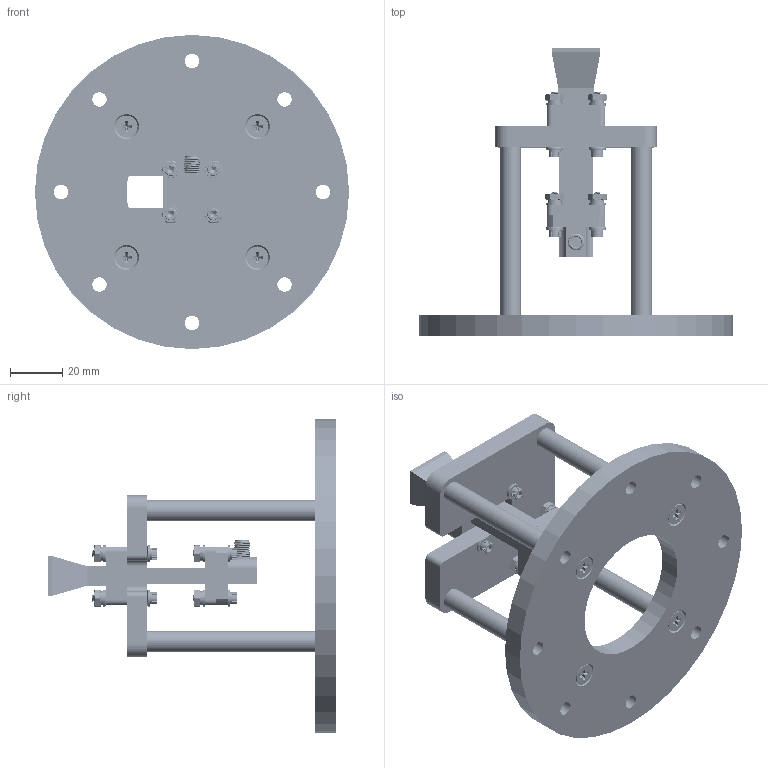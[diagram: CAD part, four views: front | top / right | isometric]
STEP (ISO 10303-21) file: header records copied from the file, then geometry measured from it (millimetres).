
FILE_DESCRIPTION (( 'STEP AP214' ), '1' );
FILE_NAME ('FM1WAN042-10SF_3D.step', '2023-10-25T19:17:03', ( '' ), ( '' ), 'SwSTEP 2.0', 'SolidWorks 2022', '' );
FILE_SCHEMA (( 'AUTOMOTIVE_DESIGN' ));
Length unit declared in the file: inch
Products named in the file (14): No.4 Lock Washer^FM1WAN042-10SF_COMPRESSED; No.4 Flat Washer^FM1WAN042-10SF_91166A230; HD-220WAL50PPA; PEWCA1022; 4-40 Nut^FM1WAN042-10SF_94150A335; Copy of PEWAN042-MNT_UPR PLT^PEWAN042-MNT; Screw 4-40SH x 7_8^FM1WAN042-10SF; Copy of PEWAN042-MNT_LWR PLT^PEWAN042-MNT; PEWAN042-10; FM1WAN042-10SF_3D; Copy of PEWAN042-MNT_STDF RND M4 FEM, 8OD X 64LG^PEWAN042-MNT; flat head screw_am_B18.6.7M - M4 x 0.7 x 10 Type I Cross Recessed FHMS --10N; PEWAN042-MNT; Screw 4-40SH x 9_16^FM1WAN042-10SF
Assembly tree (58 placements, depth 3):
  FM1WAN042-10SF_3D
    PEWAN042-MNT
      Copy of PEWAN042-MNT_UPR PLT^PEWAN042-MNT
      Copy of PEWAN042-MNT_LWR PLT^PEWAN042-MNT
      Copy of PEWAN042-MNT_STDF RND M4 FEM, 8OD X 64LG^PEWAN042-MNT  x4
      flat head screw_am_B18.6.7M - M4 x 0.7 x 10 Type I Cross Recessed FHMS --10N  x8
    PEWAN042-10
    PEWCA1022
    HD-220WAL50PPA
    Screw 4-40SH x 7_8^FM1WAN042-10SF  x4
    Screw 4-40SH x 9_16^FM1WAN042-10SF  x4
    No.4 Flat Washer^FM1WAN042-10SF_91166A230  x16
    No.4 Lock Washer^FM1WAN042-10SF_COMPRESSED  x8
    4-40 Nut^FM1WAN042-10SF_94150A335  x8
Bounding box: 120 x 110 x 120 mm (x, y, z)
Volume: 122010 mm3; surface area: 62241.6 mm2
Topology: 57 solids, 57 shells, 4797 faces, 13375 edges, 8711 vertices
Faces by surface type: plane 1632, cylinder 1465, cone 896, torus 752, bspline 52
Entity records: 61018 total; most frequent: CARTESIAN_POINT 29299, ORIENTED_EDGE 7236, DIRECTION 5599, EDGE_CURVE 3618, VERTEX_POINT 2375, AXIS2_PLACEMENT_3D 2191, EDGE_LOOP 1383, ADVANCED_FACE 1283
